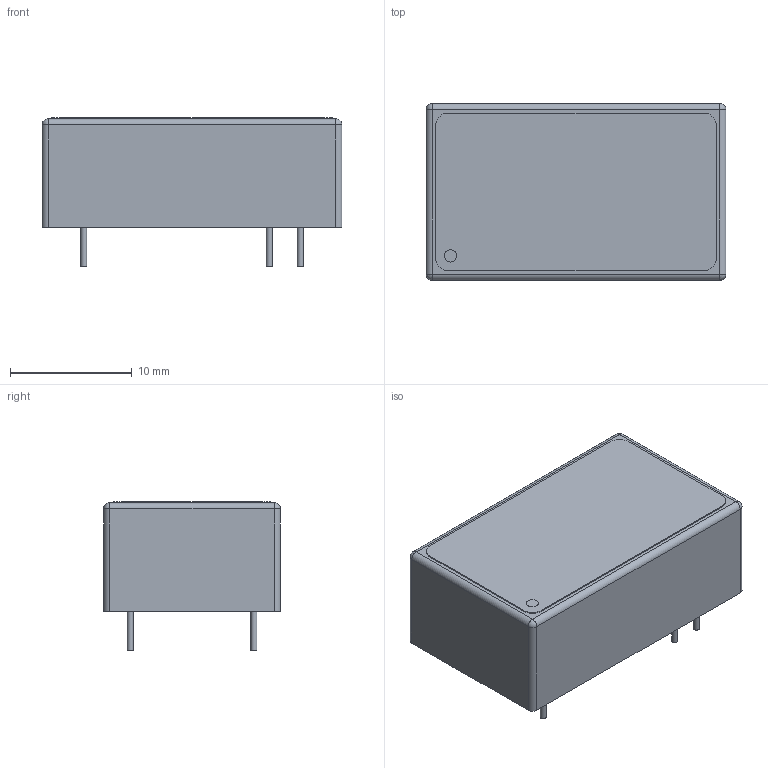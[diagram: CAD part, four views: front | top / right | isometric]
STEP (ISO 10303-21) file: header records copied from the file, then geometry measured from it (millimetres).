
FILE_DESCRIPTION(/* description */ (''),/* implementation_level */ '2;1');
FILE_NAME(/* name */ 'DCDC_TRACO_TEL8.stp',/* time_stamp */ '2017-06-13T14:01:06+02:00',/* author */ ('jchouvet'),/* organization */ (''),/* preprocessor_version */ 'ST-DEVELOPER v16.1',/* originating_system */ 'AutoCAD Mechanical',/* authorisation */ '');
FILE_SCHEMA (('AUTOMOTIVE_DESIGN { 1 0 10303 214 3 1 1 }'));
Length unit declared in the file: millimetre
Products named in the file (1): Product
Bounding box: 24.6 x 14.5 x 12.2 mm (x, y, z)
Volume: 3202 mm3; surface area: 2016.4 mm2
Topology: 9 solids, 9 shells, 50 faces, 84 edges, 52 vertices
Faces by surface type: plane 26, cylinder 20, sphere 4
Full cylindrical faces by diameter (mm): 0.5 x6, 1 x2
Entity records: 1174 total; most frequent: DIRECTION 218, CARTESIAN_POINT 179, ORIENTED_EDGE 152, AXIS2_PLACEMENT_3D 91, EDGE_CURVE 76, EDGE_LOOP 60, VERTEX_POINT 52, FACE_OUTER_BOUND 50
